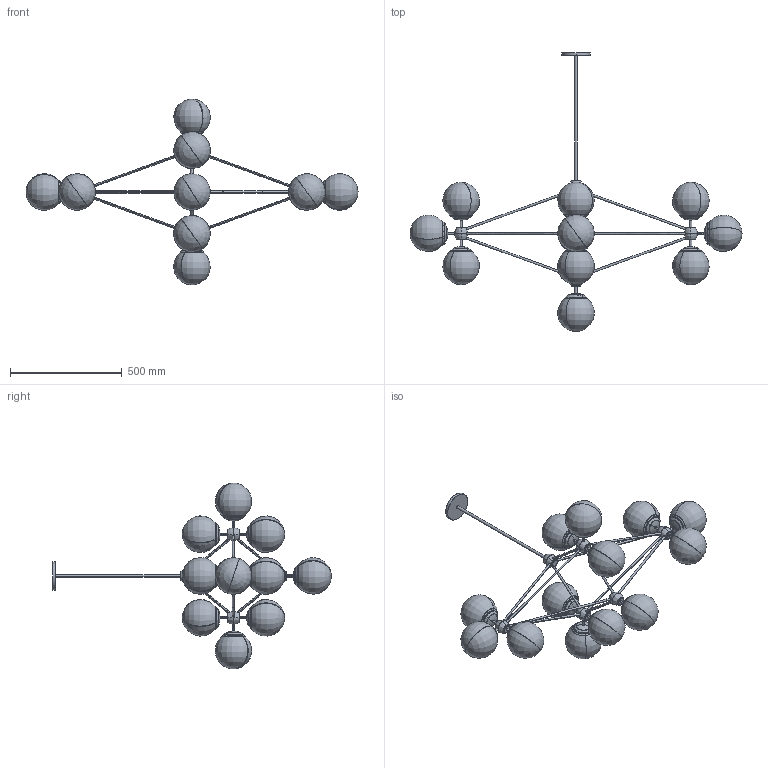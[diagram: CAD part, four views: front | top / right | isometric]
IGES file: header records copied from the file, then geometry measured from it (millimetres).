
Start section: SolidWorks IGES file using analytic representation for surfaces
Global section: file name: MODOCD - Modo Chandelier - Diamond - 13 Globes.IGS; native system: SolidWorks 2015; preprocessor: SolidWorks 2015; author: Design; date: 190228.170742; units: millimetre
Bounding box: 1486.64 x 1248.38 x 832.44 mm (x, y, z)
Surface area: 2572222.3 mm2 (no closed solid volume)
Topology: 0 solids, 0 shells, 562 faces, 10547 edges, 10531 vertices
Faces by surface type: bspline 300, revolution 262
